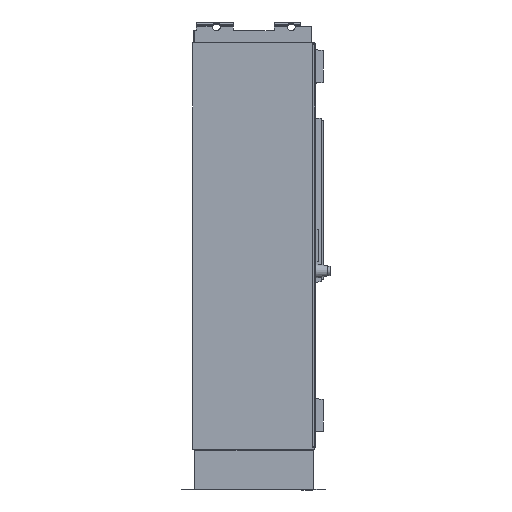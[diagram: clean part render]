
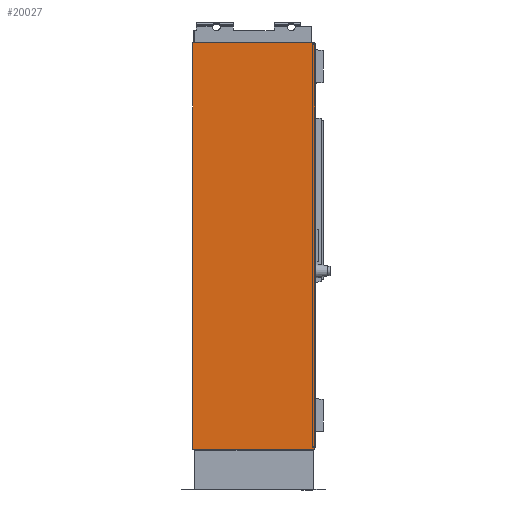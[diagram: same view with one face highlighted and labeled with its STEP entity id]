
A CAD part, left-side view. The second image highlights one B-rep face of the part: STEP entity #20027.
In plain terms, the highlighted planar face has unit normal (-1, 0, 0).
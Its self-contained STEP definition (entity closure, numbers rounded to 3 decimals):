
#20027=ADVANCED_FACE('',(#24825),#22398,.T.);
#22398=PLANE('',#73508);
#24825=FACE_OUTER_BOUND('',#28444,.T.);
#28444=EDGE_LOOP('',(#40426,#40427,#40428,#40429));
#40426=ORIENTED_EDGE('',*,*,#55765,.F.);
#40427=ORIENTED_EDGE('',*,*,#55763,.T.);
#40428=ORIENTED_EDGE('',*,*,#55766,.F.);
#40429=ORIENTED_EDGE('',*,*,#55767,.F.);
#48787=VERTEX_POINT('',#105516);
#48788=VERTEX_POINT('',#105518);
#48789=VERTEX_POINT('',#105522);
#48790=VERTEX_POINT('',#105524);
#55763=EDGE_CURVE('',#48788,#48787,#62300,.T.);
#55765=EDGE_CURVE('',#48788,#48789,#62302,.T.);
#55766=EDGE_CURVE('',#48790,#48787,#62303,.T.);
#55767=EDGE_CURVE('',#48789,#48790,#62304,.T.);
#62300=LINE('',#105517,#68680);
#62302=LINE('',#105521,#68682);
#62303=LINE('',#105523,#68683);
#62304=LINE('',#105525,#68684);
#68680=VECTOR('',#84925,1.);
#68682=VECTOR('',#84929,1.);
#68683=VECTOR('',#84930,1.);
#68684=VECTOR('',#84931,1.);
#73508=AXIS2_PLACEMENT_3D('',#105526,#84932,#84933);
#84925=DIRECTION('',(0.,0.,-1.));
#84929=DIRECTION('',(0.,-1.,0.));
#84930=DIRECTION('',(0.,1.,0.));
#84931=DIRECTION('',(0.,0.,-1.));
#84932=DIRECTION('',(-1.,0.,0.));
#84933=DIRECTION('',(0.,0.,1.));
#105516=CARTESIAN_POINT('',(-1750.,600.,-100.));
#105517=CARTESIAN_POINT('',(-1750.,600.,1932.5));
#105518=CARTESIAN_POINT('',(-1750.,600.,1899.5));
#105521=CARTESIAN_POINT('',(-1750.,600.,1899.5));
#105522=CARTESIAN_POINT('',(-1750.,0.,1899.5));
#105523=CARTESIAN_POINT('',(-1750.,600.,-100.));
#105524=CARTESIAN_POINT('',(-1750.,0.,-100.));
#105525=CARTESIAN_POINT('',(-1750.,0.,0.));
#105526=CARTESIAN_POINT('',(-1750.,300.,1932.5));
